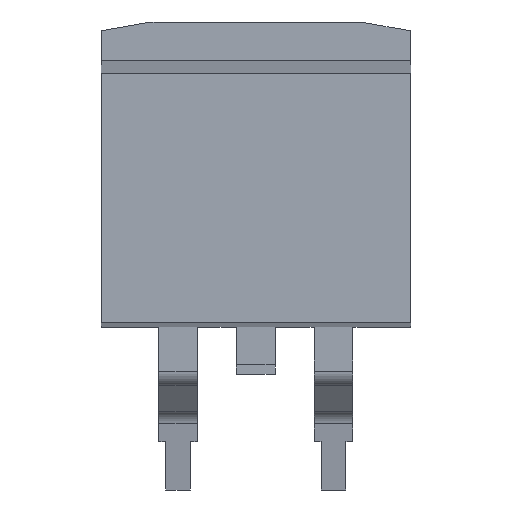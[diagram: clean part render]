
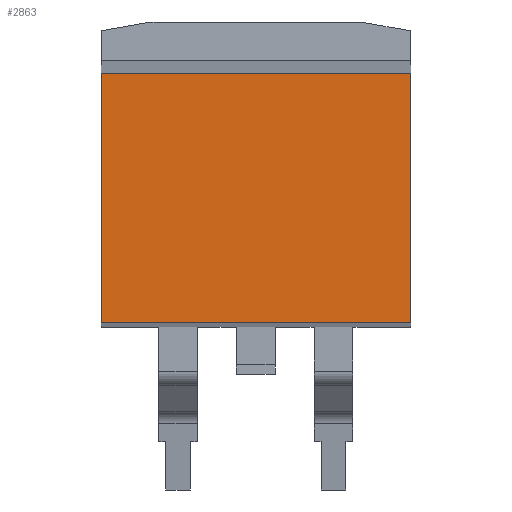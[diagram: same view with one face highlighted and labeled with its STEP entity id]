
A CAD part, left-side view. The second image highlights one B-rep face of the part: STEP entity #2863.
In plain terms, the highlighted planar face has unit normal (-1, 0, 0).
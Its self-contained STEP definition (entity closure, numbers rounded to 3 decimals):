
#431=ORIENTED_EDGE('',*,*,#1115,.T.);
#432=ORIENTED_EDGE('',*,*,#1116,.F.);
#433=ORIENTED_EDGE('',*,*,#1117,.F.);
#434=ORIENTED_EDGE('',*,*,#1113,.T.);
#1113=EDGE_CURVE('',#1477,#1476,#1791,.T.);
#1115=EDGE_CURVE('',#1476,#1478,#1793,.T.);
#1116=EDGE_CURVE('',#1479,#1478,#1794,.T.);
#1117=EDGE_CURVE('',#1477,#1479,#1795,.T.);
#1476=VERTEX_POINT('',#4327);
#1477=VERTEX_POINT('',#4329);
#1478=VERTEX_POINT('',#4333);
#1479=VERTEX_POINT('',#4335);
#1791=LINE('',#4328,#2158);
#1793=LINE('',#4332,#2160);
#1794=LINE('',#4334,#2161);
#1795=LINE('',#4336,#2162);
#2158=VECTOR('',#3510,1000.);
#2160=VECTOR('',#3514,1000.);
#2161=VECTOR('',#3515,1000.);
#2162=VECTOR('',#3516,1000.);
#2433=EDGE_LOOP('',(#431,#432,#433,#434));
#2584=FACE_BOUND('',#2433,.T.);
#2728=PLANE('',#3086);
#2863=ADVANCED_FACE('',(#2584),#2728,.F.);
#3086=AXIS2_PLACEMENT_3D('',#4331,#3512,#3513);
#3510=DIRECTION('',(0.,-1.,0.));
#3512=DIRECTION('',(1.,0.,0.));
#3513=DIRECTION('',(0.,0.,-1.));
#3514=DIRECTION('',(0.,0.,1.));
#3515=DIRECTION('',(0.,-1.,0.));
#3516=DIRECTION('',(0.,0.,1.));
#4327=CARTESIAN_POINT('',(-2.285,0.,-4.209));
#4328=CARTESIAN_POINT('',(-2.285,10.11,-4.209));
#4329=CARTESIAN_POINT('',(-2.285,10.11,-4.209));
#4331=CARTESIAN_POINT('',(-2.285,10.11,-4.209));
#4332=CARTESIAN_POINT('',(-2.285,0.,-4.209));
#4333=CARTESIAN_POINT('',(-2.285,0.,3.945));
#4334=CARTESIAN_POINT('',(-2.285,10.11,3.945));
#4335=CARTESIAN_POINT('',(-2.285,10.11,3.945));
#4336=CARTESIAN_POINT('',(-2.285,10.11,-4.209));
